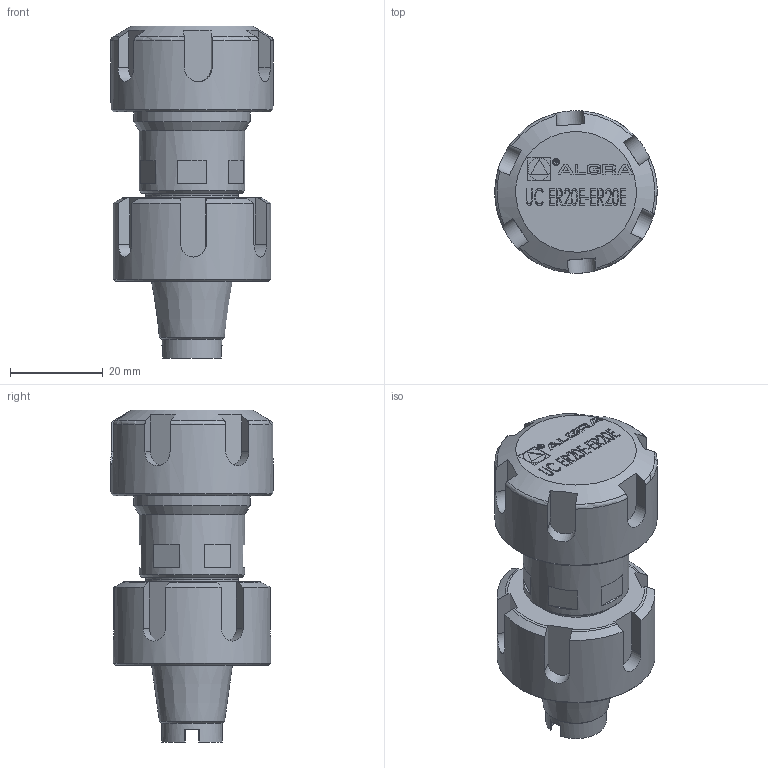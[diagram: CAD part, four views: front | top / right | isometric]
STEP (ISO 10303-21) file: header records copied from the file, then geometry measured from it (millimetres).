
FILE_DESCRIPTION (( 'STEP AP214' ), '1' );
FILE_NAME ('UCER20E-ER20E.STEP', '2023-04-28T14:59:13', ( '' ), ( '' ), 'SwSTEP 2.0', 'SolidWorks 2016', '' );
FILE_SCHEMA (( 'AUTOMOTIVE_DESIGN' ));
Length unit declared in the file: millimetre
Products named in the file (1): UCER20E-ER20E
Bounding box: 35 x 35 x 71.52 mm (x, y, z)
Volume: 41661.6 mm3; surface area: 9475.1 mm2
Topology: 1 solids, 1 shells, 413 faces, 1104 edges, 734 vertices
Faces by surface type: plane 268, bspline 61, cylinder 58, cone 13, torus 13
Full cylindrical faces by diameter (mm): 1.275 x1, 1.575 x1, 4.775 x1, 13 x1, 19.95 x1, 22.8 x1, 25 x1, 34 x1, 35 x1
Entity records: 19727 total; most frequent: CARTESIAN_POINT 6863, ORIENTED_EDGE 2156, DIRECTION 1750, EDGE_CURVE 1078, LINE 736, VECTOR 736, VERTEX_POINT 726, AXIS2_PLACEMENT_3D 507
